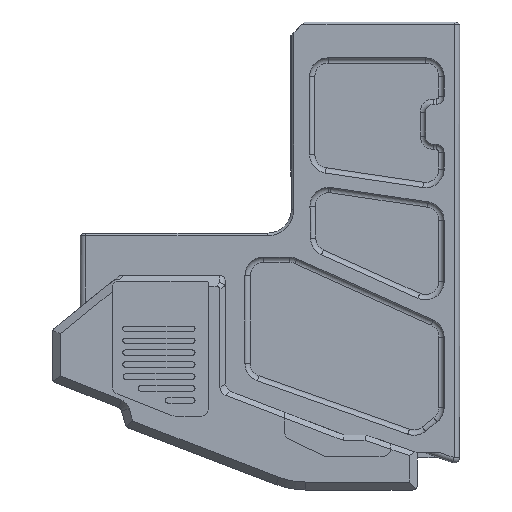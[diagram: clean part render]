
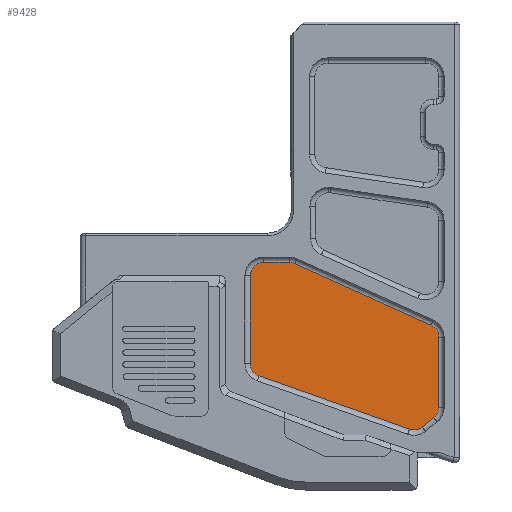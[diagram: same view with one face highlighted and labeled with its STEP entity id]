
A CAD part, left-side view. The second image highlights one B-rep face of the part: STEP entity #9428.
In plain terms, the highlighted planar face has unit normal (-1, 0, 0).
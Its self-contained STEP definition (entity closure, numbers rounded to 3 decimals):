
#9319=CARTESIAN_POINT('',(-51.,0.,0.));
#9320=DIRECTION('',(-1.,0.,0.));
#9321=DIRECTION('',(0.,1.,0.));
#9322=AXIS2_PLACEMENT_3D('',#9319,#9320,#9321);
#9323=PLANE('',#9322);
#9324=CARTESIAN_POINT('',(-51.,688.,-135.052));
#9325=VERTEX_POINT('',#9324);
#9326=CARTESIAN_POINT('',(-51.,684.668,-139.765));
#9327=VERTEX_POINT('',#9326);
#9328=CARTESIAN_POINT('',(-51.,683.,-135.052));
#9329=DIRECTION('',(-1.,0.,0.));
#9330=DIRECTION('',(0.,0.,1.));
#9331=AXIS2_PLACEMENT_3D('',#9328,#9329,#9330);
#9332=CIRCLE('',#9331,5.);
#9333=EDGE_CURVE('',#9325,#9327,#9332,.T.);
#9334=ORIENTED_EDGE('',*,*,#9333,.T.);
#9335=CARTESIAN_POINT('',(-51.,628.002,-159.816));
#9336=VERTEX_POINT('',#9335);
#9337=CARTESIAN_POINT('',(-51.,684.668,-139.765));
#9338=DIRECTION('',(0.,-0.943,-0.334));
#9339=VECTOR('',#9338,60.109);
#9340=LINE('',#9337,#9339);
#9341=EDGE_CURVE('',#9327,#9336,#9340,.T.);
#9342=ORIENTED_EDGE('',*,*,#9341,.T.);
#9343=CARTESIAN_POINT('',(-51.,623.21,-159.007));
#9344=VERTEX_POINT('',#9343);
#9345=CARTESIAN_POINT('',(-51.,626.334,-155.103));
#9346=DIRECTION('',(-1.,0.,0.));
#9347=DIRECTION('',(0.,0.,1.));
#9348=AXIS2_PLACEMENT_3D('',#9345,#9346,#9347);
#9349=CIRCLE('',#9348,5.);
#9350=EDGE_CURVE('',#9336,#9344,#9349,.T.);
#9351=ORIENTED_EDGE('',*,*,#9350,.T.);
#9352=CARTESIAN_POINT('',(-51.,618.877,-155.54));
#9353=VERTEX_POINT('',#9352);
#9354=CARTESIAN_POINT('',(-51.,623.21,-159.007));
#9355=DIRECTION('',(0.,-0.781,0.625));
#9356=VECTOR('',#9355,5.55);
#9357=LINE('',#9354,#9356);
#9358=EDGE_CURVE('',#9344,#9353,#9357,.T.);
#9359=ORIENTED_EDGE('',*,*,#9358,.T.);
#9360=CARTESIAN_POINT('',(-51.,617.,-151.636));
#9361=VERTEX_POINT('',#9360);
#9362=CARTESIAN_POINT('',(-51.,622.,-151.636));
#9363=DIRECTION('',(-1.,0.,0.));
#9364=DIRECTION('',(0.,0.,1.));
#9365=AXIS2_PLACEMENT_3D('',#9362,#9363,#9364);
#9366=CIRCLE('',#9365,5.);
#9367=EDGE_CURVE('',#9353,#9361,#9366,.T.);
#9368=ORIENTED_EDGE('',*,*,#9367,.T.);
#9369=CARTESIAN_POINT('',(-51.,617.,-125.153));
#9370=VERTEX_POINT('',#9369);
#9371=CARTESIAN_POINT('',(-51.,617.,-151.636));
#9372=DIRECTION('',(-0.,-0.,1.));
#9373=VECTOR('',#9372,26.483);
#9374=LINE('',#9371,#9373);
#9375=EDGE_CURVE('',#9361,#9370,#9374,.T.);
#9376=ORIENTED_EDGE('',*,*,#9375,.T.);
#9377=CARTESIAN_POINT('',(-51.,619.943,-120.595));
#9378=VERTEX_POINT('',#9377);
#9379=CARTESIAN_POINT('',(-51.,622.,-125.153));
#9380=DIRECTION('',(-1.,0.,0.));
#9381=DIRECTION('',(0.,0.,1.));
#9382=AXIS2_PLACEMENT_3D('',#9379,#9380,#9381);
#9383=CIRCLE('',#9382,5.);
#9384=EDGE_CURVE('',#9370,#9378,#9383,.T.);
#9385=ORIENTED_EDGE('',*,*,#9384,.T.);
#9386=CARTESIAN_POINT('',(-51.,671.234,-97.443));
#9387=VERTEX_POINT('',#9386);
#9388=CARTESIAN_POINT('',(-51.,619.943,-120.595));
#9389=DIRECTION('',(0.,0.911,0.411));
#9390=VECTOR('',#9389,56.275);
#9391=LINE('',#9388,#9390);
#9392=EDGE_CURVE('',#9378,#9387,#9391,.T.);
#9393=ORIENTED_EDGE('',*,*,#9392,.T.);
#9394=CARTESIAN_POINT('',(-51.,673.291,-97.));
#9395=VERTEX_POINT('',#9394);
#9396=CARTESIAN_POINT('',(-51.,673.291,-102.));
#9397=DIRECTION('',(-1.,0.,0.));
#9398=DIRECTION('',(0.,0.,1.));
#9399=AXIS2_PLACEMENT_3D('',#9396,#9397,#9398);
#9400=CIRCLE('',#9399,5.);
#9401=EDGE_CURVE('',#9387,#9395,#9400,.T.);
#9402=ORIENTED_EDGE('',*,*,#9401,.T.);
#9403=CARTESIAN_POINT('',(-51.,683.,-97.));
#9404=VERTEX_POINT('',#9403);
#9405=CARTESIAN_POINT('',(-51.,673.291,-97.));
#9406=DIRECTION('',(0.,1.,0.));
#9407=VECTOR('',#9406,9.709);
#9408=LINE('',#9405,#9407);
#9409=EDGE_CURVE('',#9395,#9404,#9408,.T.);
#9410=ORIENTED_EDGE('',*,*,#9409,.T.);
#9411=CARTESIAN_POINT('',(-51.,688.,-102.));
#9412=VERTEX_POINT('',#9411);
#9413=CARTESIAN_POINT('',(-51.,683.,-102.));
#9414=DIRECTION('',(-1.,0.,0.));
#9415=DIRECTION('',(0.,0.,1.));
#9416=AXIS2_PLACEMENT_3D('',#9413,#9414,#9415);
#9417=CIRCLE('',#9416,5.);
#9418=EDGE_CURVE('',#9404,#9412,#9417,.T.);
#9419=ORIENTED_EDGE('',*,*,#9418,.T.);
#9420=CARTESIAN_POINT('',(-51.,688.,-102.));
#9421=DIRECTION('',(0.,0.,-1.));
#9422=VECTOR('',#9421,33.052);
#9423=LINE('',#9420,#9422);
#9424=EDGE_CURVE('',#9412,#9325,#9423,.T.);
#9425=ORIENTED_EDGE('',*,*,#9424,.T.);
#9426=EDGE_LOOP('',(#9334,#9342,#9351,#9359,#9368,#9376,#9385,#9393,#9402,#9410,#9419,#9425));
#9427=FACE_BOUND('',#9426,.T.);
#9428=ADVANCED_FACE('',(#9427),#9323,.T.);
